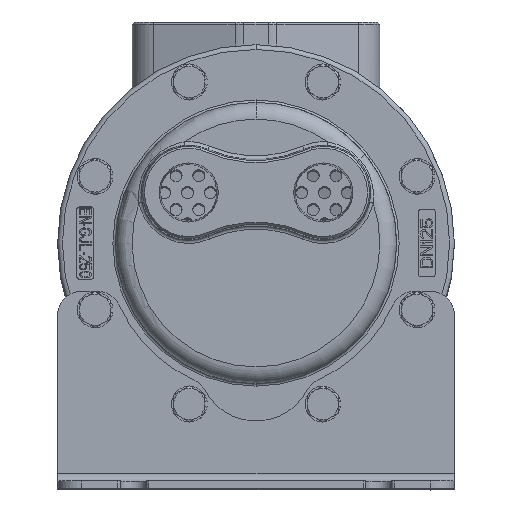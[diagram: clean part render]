
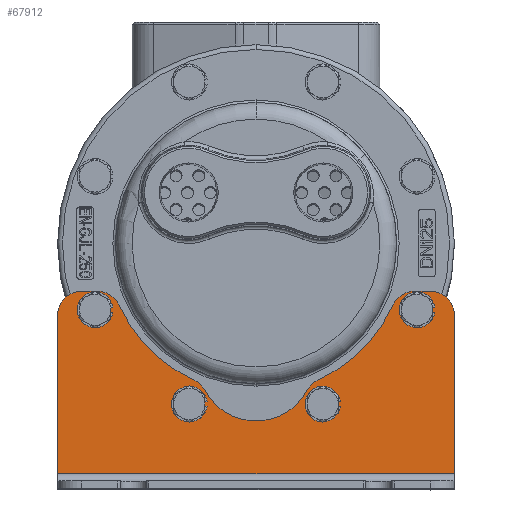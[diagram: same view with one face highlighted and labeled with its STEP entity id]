
A CAD part, top view. The second image highlights one B-rep face of the part: STEP entity #67912.
In plain terms, the highlighted planar face has unit normal (0, 0, 1).
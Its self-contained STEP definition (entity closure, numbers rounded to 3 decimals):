
#66834=DIRECTION('',(0.,-1.,0.));
#66835=VECTOR('',#66834,66.);
#66836=CARTESIAN_POINT('',(0.,72.,3.));
#66837=LINE('',#66836,#66835);
#67062=DIRECTION('',(0.,-1.,0.));
#67063=VECTOR('',#67062,66.);
#67064=CARTESIAN_POINT('',(165.,72.,3.));
#67065=LINE('',#67064,#67063);
#67093=CARTESIAN_POINT('',(54.755,35.02,3.));
#67094=DIRECTION('',(0.,0.,1.));
#67095=DIRECTION('',(1.,0.,0.));
#67096=AXIS2_PLACEMENT_3D('',#67093,#67094,#67095);
#67098=CARTESIAN_POINT('',(54.755,35.02,3.));
#67099=DIRECTION('',(0.,0.,1.));
#67100=DIRECTION('',(-1.,0.,0.));
#67101=AXIS2_PLACEMENT_3D('',#67098,#67099,#67100);
#67103=CARTESIAN_POINT('',(110.245,35.02,3.));
#67104=DIRECTION('',(0.,0.,-1.));
#67105=DIRECTION('',(-1.,0.,0.));
#67106=AXIS2_PLACEMENT_3D('',#67103,#67104,#67105);
#67108=CARTESIAN_POINT('',(110.245,35.02,3.));
#67109=DIRECTION('',(0.,0.,-1.));
#67110=DIRECTION('',(1.,0.,0.));
#67111=AXIS2_PLACEMENT_3D('',#67108,#67109,#67110);
#67113=CARTESIAN_POINT('',(15.52,74.26,3.));
#67114=DIRECTION('',(0.,0.,1.));
#67115=DIRECTION('',(1.,0.,0.));
#67116=AXIS2_PLACEMENT_3D('',#67113,#67114,#67115);
#67118=CARTESIAN_POINT('',(15.52,74.26,3.));
#67119=DIRECTION('',(0.,0.,1.));
#67120=DIRECTION('',(-1.,0.,0.));
#67121=AXIS2_PLACEMENT_3D('',#67118,#67119,#67120);
#67123=CARTESIAN_POINT('',(149.48,74.26,3.));
#67124=DIRECTION('',(0.,0.,-1.));
#67125=DIRECTION('',(-1.,0.,0.));
#67126=AXIS2_PLACEMENT_3D('',#67123,#67124,#67125);
#67128=CARTESIAN_POINT('',(149.48,74.26,3.));
#67129=DIRECTION('',(0.,0.,-1.));
#67130=DIRECTION('',(1.,0.,0.));
#67131=AXIS2_PLACEMENT_3D('',#67128,#67129,#67130);
#67133=CARTESIAN_POINT('',(112.499,35.998,3.));
#67134=DIRECTION('',(0.,0.,1.));
#67135=DIRECTION('',(-0.414,0.91,0.));
#67136=AXIS2_PLACEMENT_3D('',#67133,#67134,#67135);
#67138=CARTESIAN_POINT('',(82.5,102.,3.));
#67139=DIRECTION('',(0.,0.,-1.));
#67140=DIRECTION('',(0.91,-0.414,0.));
#67141=AXIS2_PLACEMENT_3D('',#67138,#67139,#67140);
#67143=CARTESIAN_POINT('',(148.502,72.,3.));
#67144=DIRECTION('',(0.,0.,1.));
#67145=DIRECTION('',(0.,1.,0.));
#67146=AXIS2_PLACEMENT_3D('',#67143,#67144,#67145);
#67148=DIRECTION('',(1.,0.,0.));
#67149=VECTOR('',#67148,6.498);
#67150=CARTESIAN_POINT('',(148.502,82.,3.));
#67151=LINE('',#67150,#67149);
#67152=CARTESIAN_POINT('',(155.,72.,3.));
#67153=DIRECTION('',(0.,0.,1.));
#67154=DIRECTION('',(1.,0.,0.));
#67155=AXIS2_PLACEMENT_3D('',#67152,#67153,#67154);
#67157=DIRECTION('',(1.,0.,0.));
#67158=VECTOR('',#67157,165.);
#67159=CARTESIAN_POINT('',(0.,6.,3.));
#67160=LINE('',#67159,#67158);
#67161=CARTESIAN_POINT('',(10.,72.,3.));
#67162=DIRECTION('',(0.,0.,1.));
#67163=DIRECTION('',(0.,1.,0.));
#67164=AXIS2_PLACEMENT_3D('',#67161,#67162,#67163);
#67166=DIRECTION('',(1.,0.,0.));
#67167=VECTOR('',#67166,6.498);
#67168=CARTESIAN_POINT('',(10.,82.,3.));
#67169=LINE('',#67168,#67167);
#67170=CARTESIAN_POINT('',(16.498,72.,3.));
#67171=DIRECTION('',(0.,0.,1.));
#67172=DIRECTION('',(0.91,0.414,0.));
#67173=AXIS2_PLACEMENT_3D('',#67170,#67171,#67172);
#67175=CARTESIAN_POINT('',(82.5,102.,3.));
#67176=DIRECTION('',(0.,0.,-1.));
#67177=DIRECTION('',(-0.414,-0.91,0.));
#67178=AXIS2_PLACEMENT_3D('',#67175,#67176,#67177);
#67180=CARTESIAN_POINT('',(52.501,35.998,3.));
#67181=DIRECTION('',(0.,0.,1.));
#67182=DIRECTION('',(0.882,0.471,0.));
#67183=AXIS2_PLACEMENT_3D('',#67180,#67181,#67182);
#67185=CARTESIAN_POINT('',(82.5,52.,3.));
#67186=DIRECTION('',(0.,0.,-1.));
#67187=DIRECTION('',(0.882,-0.471,0.));
#67188=AXIS2_PLACEMENT_3D('',#67185,#67186,#67187);
#67379=CARTESIAN_POINT('',(0.,6.,3.));
#67380=CARTESIAN_POINT('',(165.,6.,3.));
#67381=VERTEX_POINT('',#67379);
#67382=VERTEX_POINT('',#67380);
#67395=CARTESIAN_POINT('',(59.505,35.02,3.));
#67396=CARTESIAN_POINT('',(50.005,35.02,3.));
#67397=VERTEX_POINT('',#67395);
#67398=VERTEX_POINT('',#67396);
#67399=CARTESIAN_POINT('',(105.495,35.02,3.));
#67401=VERTEX_POINT('',#67399);
#67403=CARTESIAN_POINT('',(114.995,35.02,3.));
#67405=VERTEX_POINT('',#67403);
#67407=CARTESIAN_POINT('',(165.,72.,3.));
#67408=CARTESIAN_POINT('',(155.,82.,3.));
#67409=VERTEX_POINT('',#67407);
#67410=VERTEX_POINT('',#67408);
#67419=CARTESIAN_POINT('',(10.,82.,3.));
#67420=VERTEX_POINT('',#67419);
#67421=CARTESIAN_POINT('',(0.,72.,3.));
#67422=VERTEX_POINT('',#67421);
#67499=CARTESIAN_POINT('',(20.27,74.26,3.));
#67500=CARTESIAN_POINT('',(10.77,74.26,3.));
#67501=VERTEX_POINT('',#67499);
#67502=VERTEX_POINT('',#67500);
#67503=CARTESIAN_POINT('',(144.73,74.26,3.));
#67505=VERTEX_POINT('',#67503);
#67507=CARTESIAN_POINT('',(154.23,74.26,3.));
#67509=VERTEX_POINT('',#67507);
#67515=CARTESIAN_POINT('',(25.602,76.138,3.));
#67516=VERTEX_POINT('',#67515);
#67517=CARTESIAN_POINT('',(16.498,82.,3.));
#67518=VERTEX_POINT('',#67517);
#67519=CARTESIAN_POINT('',(148.502,82.,3.));
#67520=CARTESIAN_POINT('',(139.398,76.138,3.));
#67521=VERTEX_POINT('',#67519);
#67522=VERTEX_POINT('',#67520);
#67531=CARTESIAN_POINT('',(108.361,45.101,3.));
#67532=VERTEX_POINT('',#67531);
#67533=CARTESIAN_POINT('',(103.676,40.704,3.));
#67534=VERTEX_POINT('',#67533);
#67539=CARTESIAN_POINT('',(61.324,40.704,3.));
#67540=VERTEX_POINT('',#67539);
#67541=CARTESIAN_POINT('',(56.639,45.101,3.));
#67542=VERTEX_POINT('',#67541);
#67856=CARTESIAN_POINT('',(0.,82.,3.));
#67857=DIRECTION('',(0.,0.,1.));
#67858=DIRECTION('',(0.,-1.,0.));
#67859=AXIS2_PLACEMENT_3D('',#67856,#67857,#67858);
#67860=PLANE('',#67859);
#67862=ORIENTED_EDGE('',*,*,#67861,.F.);
#67864=ORIENTED_EDGE('',*,*,#67863,.F.);
#67866=ORIENTED_EDGE('',*,*,#67865,.F.);
#67868=ORIENTED_EDGE('',*,*,#67867,.T.);
#67870=ORIENTED_EDGE('',*,*,#67869,.F.);
#67871=ORIENTED_EDGE('',*,*,#67831,.T.);
#67872=ORIENTED_EDGE('',*,*,#67850,.F.);
#67873=ORIENTED_EDGE('',*,*,#67558,.F.);
#67875=ORIENTED_EDGE('',*,*,#67874,.F.);
#67877=ORIENTED_EDGE('',*,*,#67876,.T.);
#67879=ORIENTED_EDGE('',*,*,#67878,.F.);
#67881=ORIENTED_EDGE('',*,*,#67880,.F.);
#67883=ORIENTED_EDGE('',*,*,#67882,.F.);
#67885=ORIENTED_EDGE('',*,*,#67884,.F.);
#67886=EDGE_LOOP('',(#67862,#67864,#67866,#67868,#67870,#67871,#67872,#67873,
#67875,#67877,#67879,#67881,#67883,#67885));
#67887=FACE_OUTER_BOUND('',#67886,.F.);
#67889=ORIENTED_EDGE('',*,*,#67888,.F.);
#67891=ORIENTED_EDGE('',*,*,#67890,.F.);
#67892=EDGE_LOOP('',(#67889,#67891));
#67893=FACE_BOUND('',#67892,.F.);
#67895=ORIENTED_EDGE('',*,*,#67894,.T.);
#67897=ORIENTED_EDGE('',*,*,#67896,.T.);
#67898=EDGE_LOOP('',(#67895,#67897));
#67899=FACE_BOUND('',#67898,.F.);
#67901=ORIENTED_EDGE('',*,*,#67900,.F.);
#67903=ORIENTED_EDGE('',*,*,#67902,.F.);
#67904=EDGE_LOOP('',(#67901,#67903));
#67905=FACE_BOUND('',#67904,.F.);
#67907=ORIENTED_EDGE('',*,*,#67906,.T.);
#67909=ORIENTED_EDGE('',*,*,#67908,.T.);
#67910=EDGE_LOOP('',(#67907,#67909));
#67911=FACE_BOUND('',#67910,.F.);
#67912=ADVANCED_FACE('',(#67887,#67893,#67899,#67905,#67911),#67860,.T.);
#67097=CIRCLE('',#67096,4.75);
#67102=CIRCLE('',#67101,4.75);
#67107=CIRCLE('',#67106,4.75);
#67112=CIRCLE('',#67111,4.75);
#67117=CIRCLE('',#67116,4.75);
#67122=CIRCLE('',#67121,4.75);
#67127=CIRCLE('',#67126,4.75);
#67132=CIRCLE('',#67131,4.75);
#67137=CIRCLE('',#67136,10.);
#67142=CIRCLE('',#67141,62.5);
#67147=CIRCLE('',#67146,10.);
#67156=CIRCLE('',#67155,10.);
#67165=CIRCLE('',#67164,10.);
#67174=CIRCLE('',#67173,10.);
#67179=CIRCLE('',#67178,62.5);
#67184=CIRCLE('',#67183,10.);
#67189=CIRCLE('',#67188,24.);
#67558=EDGE_CURVE('',#67422,#67381,#66837,.T.);
#67831=EDGE_CURVE('',#67409,#67382,#67065,.T.);
#67850=EDGE_CURVE('',#67381,#67382,#67160,.T.);
#67861=EDGE_CURVE('',#67532,#67534,#67137,.T.);
#67863=EDGE_CURVE('',#67522,#67532,#67142,.T.);
#67865=EDGE_CURVE('',#67521,#67522,#67147,.T.);
#67867=EDGE_CURVE('',#67521,#67410,#67151,.T.);
#67869=EDGE_CURVE('',#67409,#67410,#67156,.T.);
#67874=EDGE_CURVE('',#67420,#67422,#67165,.T.);
#67876=EDGE_CURVE('',#67420,#67518,#67169,.T.);
#67878=EDGE_CURVE('',#67516,#67518,#67174,.T.);
#67880=EDGE_CURVE('',#67542,#67516,#67179,.T.);
#67882=EDGE_CURVE('',#67540,#67542,#67184,.T.);
#67884=EDGE_CURVE('',#67534,#67540,#67189,.T.);
#67888=EDGE_CURVE('',#67401,#67405,#67107,.T.);
#67890=EDGE_CURVE('',#67405,#67401,#67112,.T.);
#67894=EDGE_CURVE('',#67501,#67502,#67117,.T.);
#67896=EDGE_CURVE('',#67502,#67501,#67122,.T.);
#67900=EDGE_CURVE('',#67505,#67509,#67127,.T.);
#67902=EDGE_CURVE('',#67509,#67505,#67132,.T.);
#67906=EDGE_CURVE('',#67397,#67398,#67097,.T.);
#67908=EDGE_CURVE('',#67398,#67397,#67102,.T.);
